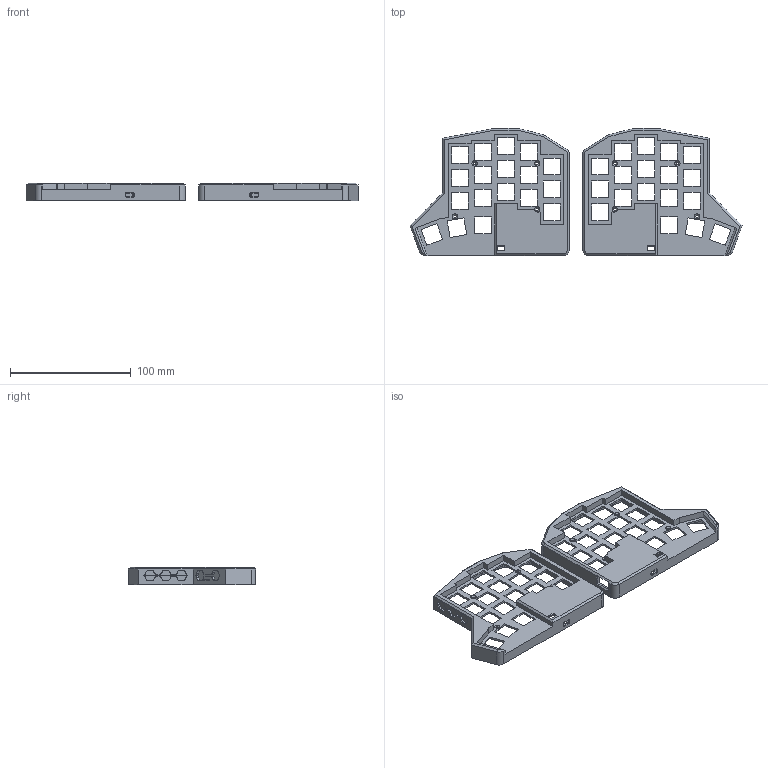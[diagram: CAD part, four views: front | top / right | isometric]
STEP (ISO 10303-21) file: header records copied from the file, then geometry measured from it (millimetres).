
FILE_DESCRIPTION(/* description */ ('','CAx-IF Rec.Pracs.---Representation and Presentation of Product Manufacturing Information (PMI)---4.0---2014-10-13'),/* implementation_level */ '2;1');
FILE_NAME(/* name */ 'top_3x5_3.step',/* time_stamp */ '2024-12-21T20:16:26-05:00',/* author */ (''),/* organization */ (''),/* preprocessor_version */ 'ST-DEVELOPER v20',/* originating_system */ 'Autodesk Translation Framework v13.20.0.188',/* authorisation */ '');
FILE_SCHEMA (('AP242_MANAGED_MODEL_BASED_3D_ENGINEERING_MIM_LF { 1 0 10303 442 1 1 4 }'));
Length unit declared in the file: millimetre
Products named in the file (1): plate_3x5_3
Bounding box: 274.82 x 105.22 x 14.6 mm (x, y, z)
Volume: 61131.5 mm3; surface area: 60034.9 mm2
Topology: 2 solids, 2 shells, 568 faces, 1568 edges, 1004 vertices
Faces by surface type: plane 492, cylinder 52, cone 24
Full cylindrical faces by diameter (mm): 2.4 x8
Entity records: 17908 total; most frequent: CARTESIAN_POINT 3145, ORIENTED_EDGE 3136, DIRECTION 2834, EDGE_CURVE 1568, LINE 1436, VECTOR 1436, VERTEX_POINT 1004, AXIS2_PLACEMENT_3D 699
